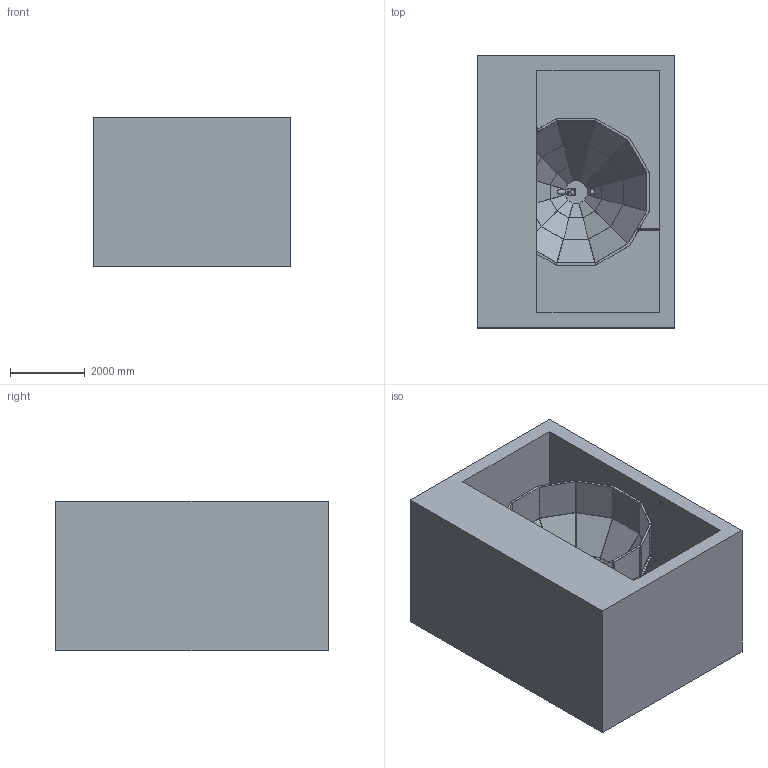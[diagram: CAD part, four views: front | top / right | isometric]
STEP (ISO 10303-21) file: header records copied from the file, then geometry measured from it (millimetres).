
FILE_DESCRIPTION(/* description */ ('Unknown'),/* implementation_level */ '2;1');
FILE_NAME(/* name */ 'Vestavba - sestava',/* time_stamp */ '2022-09-07T07:44:03+02:00',/* author */ ('Unknown'),/* organization */ ('Unknown'),/* preprocessor_version */ 'ST-DEVELOPER v16.7',/* originating_system */ 'Solid Edge',/* authorisation */ 'Unknown');
FILE_SCHEMA (('AUTOMOTIVE_DESIGN {1 0 10303 214 3 1 1}'));
Length unit declared in the file: millimetre
Products named in the file (23): Vestavba - sestava; Vestavba - 4 segmenty_oa_0; Segment 3; Segment 2; Segment 1; Segment 4; Segment 4_oa_1; Segment 4_oa_2; Dno vestavby; Stavba; Vyrovnávací klapka hladin 2; tr 129x2 - 1x koleno; klapka - plech; klapka - pryž; klapka - plo 30x3; klapka - zarazka; klapka - zavazi; Vyrovnávací klapka hladin 1; tr 129x2 - 2x koleno; Plo50x5-300; Plo 75x5-200; L 50x50x5 - 600; L 50x50x5 - 200
Assembly tree (71 placements, depth 3):
  Vestavba - sestava
    Vestavba - 4 segmenty_oa_0
      Segment 3  x12
      Segment 2  x12
      Segment 1  x12
      Segment 4  x10
      Segment 4_oa_1
      Segment 4_oa_2
      Dno vestavby
    Stavba
    Vyrovnávací klapka hladin 2
      tr 129x2 - 1x koleno
      klapka - plech
      klapka - pryž
      klapka - plo 30x3
      klapka - zarazka
      klapka - zavazi
    Vyrovnávací klapka hladin 1
      tr 129x2 - 2x koleno
      klapka - plech
      klapka - pryž
      klapka - plo 30x3
      klapka - zarazka
      klapka - zavazi
    Plo50x5-300  x2
    Plo 75x5-200  x2
    L 50x50x5 - 600
    L 50x50x5 - 200
Bounding box: 5300 x 7300 x 4000 mm (x, y, z)
Volume: 51505871161.4 mm3; surface area: 363963333.4 mm2
Topology: 71 solids, 71 shells, 4013 faces, 11130 edges, 7260 vertices
Faces by surface type: plane 1869, cylinder 1802, bspline 336, torus 6
Full cylindrical faces by diameter (mm): 12 x1200, 14 x4, 18 x4, 125 x6, 129 x4, 131 x2
Entity records: 18853 total; most frequent: CARTESIAN_POINT 5712, DIRECTION 2532, ORIENTED_EDGE 2314, EDGE_CURVE 1157, AXIS2_PLACEMENT_3D 996, EDGE_LOOP 904, FACE_BOUND 904, VERTEX_POINT 805
